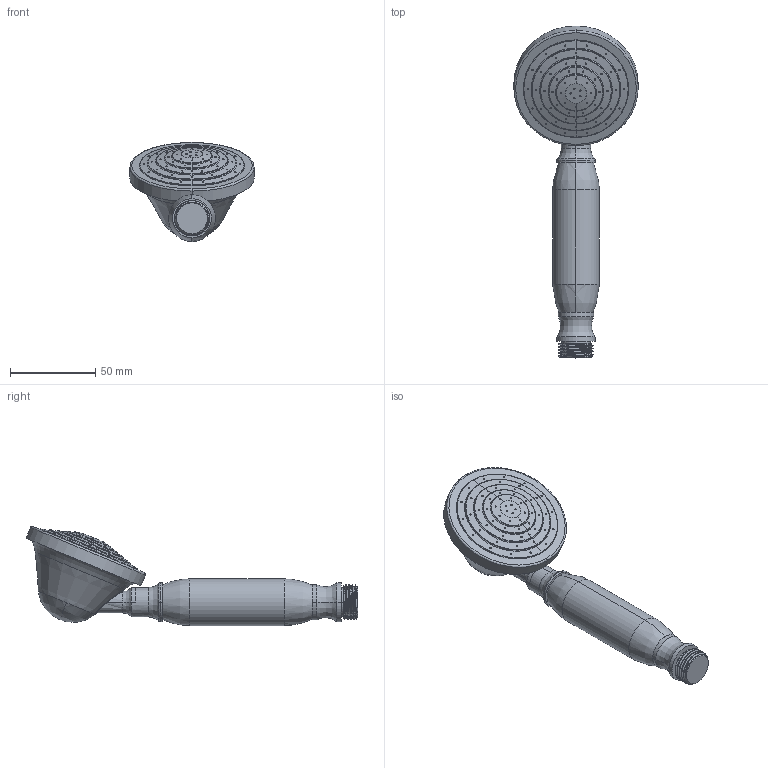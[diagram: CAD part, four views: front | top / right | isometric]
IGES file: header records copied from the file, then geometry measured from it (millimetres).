
Start section:  PTC IGES file: 283-201.igs
Global section: file name: 283-201.igs; native system: Creo Parametric by PTC Inc.; preprocessor: 2023134; author: rsmith; organization: Unknown; date: 20241113.084811; units: inch
Bounding box: 73.03 x 195.02 x 58.26 mm (x, y, z)
Surface area: 34800.5 mm2 (no closed solid volume)
Topology: 0 solids, 0 shells, 294 faces, 1524 edges, 1524 vertices
Faces by surface type: revolution 258, bspline 36
